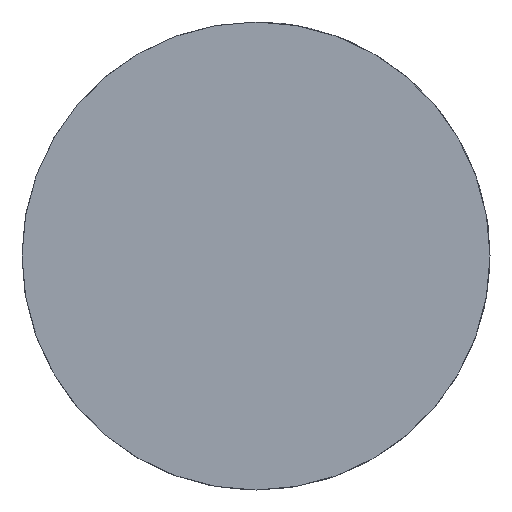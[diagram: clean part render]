
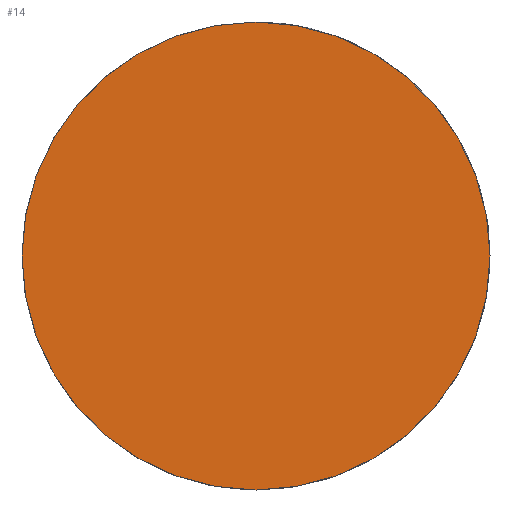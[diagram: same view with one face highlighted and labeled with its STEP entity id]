
A CAD part, left-side view. The second image highlights one B-rep face of the part: STEP entity #14.
In plain terms, the highlighted planar face has unit normal (-1, 0, 0).
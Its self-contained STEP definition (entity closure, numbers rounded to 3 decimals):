
#14 = ADVANCED_FACE ( 'NONE', ( #74 ), #206, .F. ) ;
#15 = DIRECTION ( 'NONE',  ( 0., 0., -1. ) ) ;
#26 = DIRECTION ( 'NONE',  ( 1., 0., 0. ) ) ;
#56 = VERTEX_POINT ( 'NONE', #67 ) ;
#67 = CARTESIAN_POINT ( 'NONE',  ( 0., 0., -6.25 ) ) ;
#74 = FACE_OUTER_BOUND ( 'NONE', #175, .T. ) ;
#104 = AXIS2_PLACEMENT_3D ( 'NONE', #207, #26, #111 ) ;
#111 = DIRECTION ( 'NONE',  ( 0., 0., -1. ) ) ;
#141 = ORIENTED_EDGE ( 'NONE', *, *, #185, .F. ) ;
#165 = CIRCLE ( 'NONE', #193, 6.25 ) ;
#166 = DIRECTION ( 'NONE',  ( 1., 0., 0. ) ) ;
#175 = EDGE_LOOP ( 'NONE', ( #141 ) ) ;
#185 = EDGE_CURVE ( 'NONE', #56, #56, #165, .T. ) ;
#193 = AXIS2_PLACEMENT_3D ( 'NONE', #213, #166, #15 ) ;
#206 = PLANE ( 'NONE',  #104 ) ;
#207 = CARTESIAN_POINT ( 'NONE',  ( 0., 0., 0. ) ) ;
#213 = CARTESIAN_POINT ( 'NONE',  ( 0., 0., 0. ) ) ;
